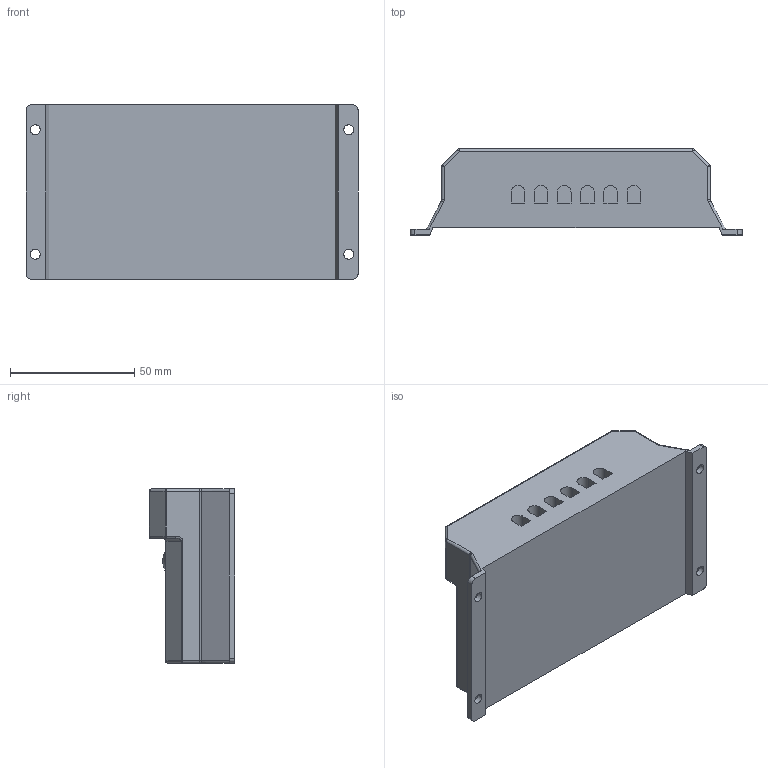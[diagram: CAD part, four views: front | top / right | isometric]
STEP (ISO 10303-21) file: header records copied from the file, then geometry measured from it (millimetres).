
FILE_DESCRIPTION (( 'STEP AP214' ), '1' );
FILE_NAME ('Solar Charger Controller.STEP', '2020-11-13T13:17:21', ( '' ), ( '' ), 'SwSTEP 2.0', 'SolidWorks 2020', '' );
FILE_SCHEMA (( 'AUTOMOTIVE_DESIGN' ));
Length unit declared in the file: millimetre
Products named in the file (1): Solar Charger Controller
Bounding box: 133.4 x 34.5 x 70 mm (x, y, z)
Volume: 203721.7 mm3; surface area: 31475.6 mm2
Topology: 1 solids, 1 shells, 430 faces, 1094 edges, 712 vertices
Faces by surface type: plane 263, bspline 87, cylinder 59, torus 11, sphere 10
Entity records: 21519 total; most frequent: CARTESIAN_POINT 8415, ORIENTED_EDGE 2178, DIRECTION 1723, EDGE_CURVE 1089, LINE 775, VECTOR 775, VERTEX_POINT 712, EDGE_LOOP 489
